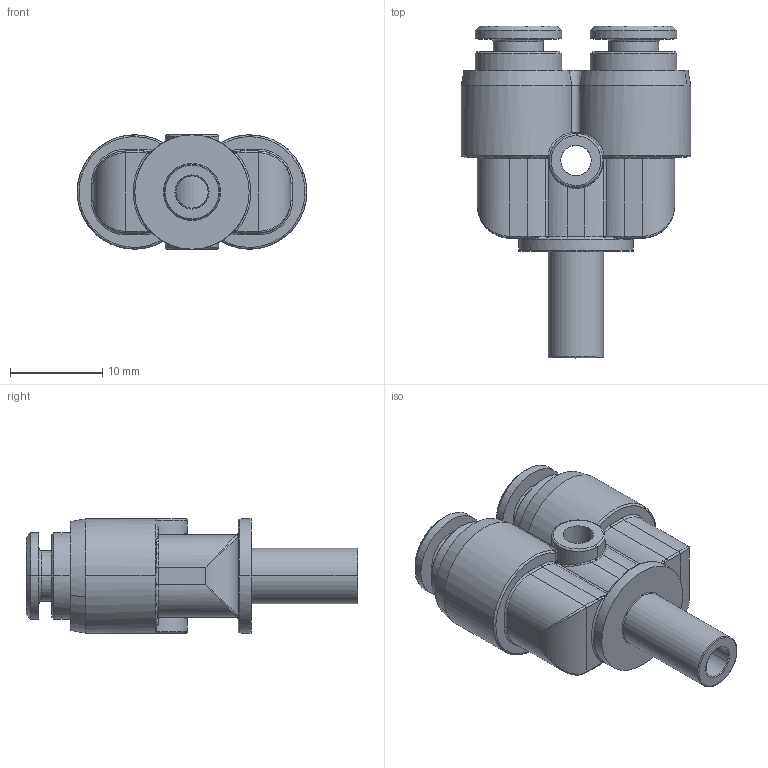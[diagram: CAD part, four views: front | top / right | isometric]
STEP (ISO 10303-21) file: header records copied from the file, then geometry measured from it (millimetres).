
FILE_DESCRIPTION(('CATIA V5 STEP Exchange'),'2;1');
FILE_NAME('PR565B-06-04.stp','2018-04-14T15:20:49+00:00',('none'),('none'),'CATIA Version 5 Release 21 GA (IN-10)','CATIA V5 STEP AP203','none');
FILE_SCHEMA(('CONFIG_CONTROL_DESIGN'));
Length unit declared in the file: millimetre
Products named in the file (1): PR565B-06-04
Bounding box: 24.9 x 36 x 12.4 mm (x, y, z)
Volume: 3998.7 mm3; surface area: 3341.2 mm2
Topology: 1 solids, 1 shells, 479 faces, 1240 edges, 788 vertices
Faces by surface type: plane 276, cylinder 77, torus 66, bspline 40, cone 20
Entity records: 17098 total; most frequent: CARTESIAN_POINT 6146, ORIENTED_EDGE 2480, DIRECTION 1862, EDGE_CURVE 1240, VECTOR 804, LINE 804, VERTEX_POINT 788, AXIS2_PLACEMENT_3D 639
